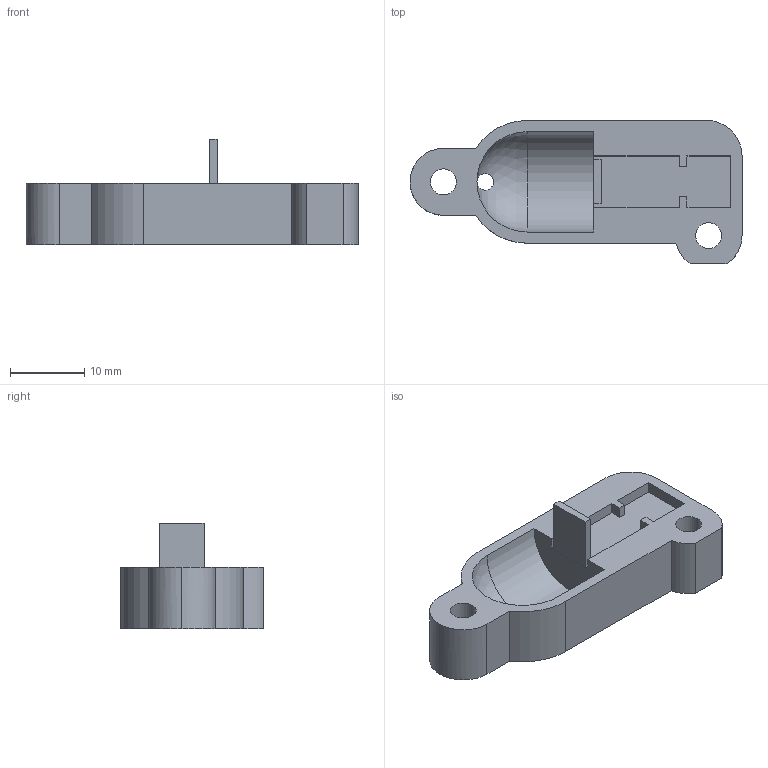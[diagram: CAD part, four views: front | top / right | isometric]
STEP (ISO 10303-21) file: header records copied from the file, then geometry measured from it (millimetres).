
FILE_DESCRIPTION(('FreeCAD Model'),'2;1');
FILE_NAME('Open CASCADE Shape Model','2024-07-04T11:06:38',('Author'),( ''),'Open CASCADE STEP processor 7.7','FreeCAD','Unknown');
FILE_SCHEMA(('AUTOMOTIVE_DESIGN { 1 0 10303 214 1 1 1 1 }'));
Length unit declared in the file: millimetre
Products named in the file (1): V2 bottom complete
Bounding box: 44.65 x 19.23 x 14.2 mm (x, y, z)
Volume: 4101.6 mm3; surface area: 2850.9 mm2
Topology: 1 solids, 1 shells, 57 faces, 155 edges, 100 vertices
Faces by surface type: plane 45, cylinder 11, sphere 1
Full cylindrical faces by diameter (mm): 2.25 x1, 3.5 x2
Entity records: 1877 total; most frequent: CARTESIAN_POINT 392, ORIENTED_EDGE 306, DIRECTION 293, EDGE_CURVE 153, LINE 127, VECTOR 127, VERTEX_POINT 100, AXIS2_PLACEMENT_3D 83
